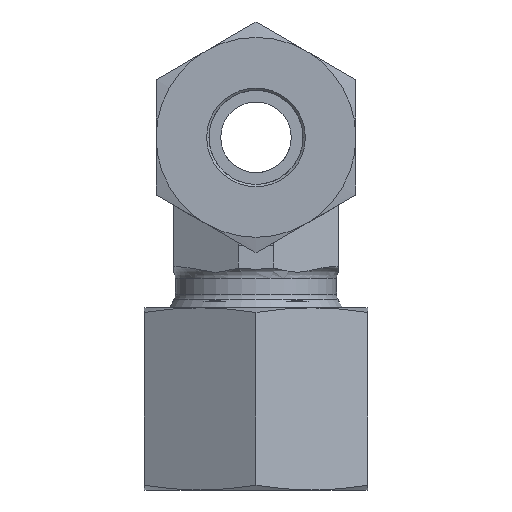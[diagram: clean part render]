
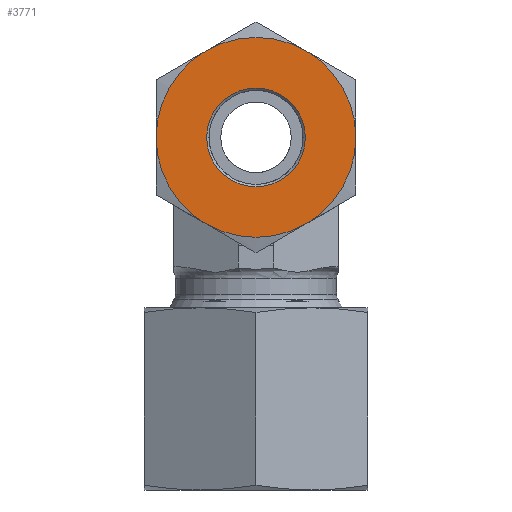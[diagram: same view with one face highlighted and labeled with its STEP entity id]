
A CAD part, front view. The second image highlights one B-rep face of the part: STEP entity #3771.
In plain terms, the highlighted face is planar.
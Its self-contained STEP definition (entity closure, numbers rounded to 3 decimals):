
#3675=CARTESIAN_POINT('',(4.2,0.,14.5));
#3676=VERTEX_POINT('',#3675);
#3677=CARTESIAN_POINT('',(0.0,0.0,14.5));
#3678=DIRECTION('',(0.0,0.0,1.0));
#3679=DIRECTION('',(-1.0,0.0,0.0));
#3680=AXIS2_PLACEMENT_3D('',#3677,#3678,#3679);
#3681=CIRCLE('',#3680,4.2);
#3682=EDGE_CURVE('',#3676,#3676,#3681,.T.);
#3707=CARTESIAN_POINT('',(0.,0.,14.5));
#3708=DIRECTION('',(0.0,0.0,1.0));
#3709=DIRECTION('',(1.0,0.0,0.0));
#3710=AXIS2_PLACEMENT_3D('',#3707,#3708,#3709);
#3711=PLANE('',#3710);
#3712=CARTESIAN_POINT('',(-4.25,-7.361,14.5));
#3713=VERTEX_POINT('',#3712);
#3714=CARTESIAN_POINT('',(4.25,-7.361,14.5));
#3715=VERTEX_POINT('',#3714);
#3716=CARTESIAN_POINT('',(0.0,0.0,14.5));
#3717=DIRECTION('',(0.0,0.0,1.0));
#3718=DIRECTION('',(-0.5,-0.866,0.0));
#3719=AXIS2_PLACEMENT_3D('',#3716,#3717,#3718);
#3720=CIRCLE('',#3719,8.5);
#3721=EDGE_CURVE('',#3713,#3715,#3720,.T.);
#3722=ORIENTED_EDGE('',*,*,#3721,.T.);
#3723=CARTESIAN_POINT('',(8.5,0.,14.5));
#3724=VERTEX_POINT('',#3723);
#3725=CARTESIAN_POINT('',(0.0,0.0,14.5));
#3726=DIRECTION('',(0.0,0.0,1.0));
#3727=DIRECTION('',(-0.5,-0.866,0.0));
#3728=AXIS2_PLACEMENT_3D('',#3725,#3726,#3727);
#3729=CIRCLE('',#3728,8.5);
#3730=EDGE_CURVE('',#3715,#3724,#3729,.T.);
#3731=ORIENTED_EDGE('',*,*,#3730,.T.);
#3732=CARTESIAN_POINT('',(4.25,7.361,14.5));
#3733=VERTEX_POINT('',#3732);
#3734=CARTESIAN_POINT('',(0.0,0.0,14.5));
#3735=DIRECTION('',(0.0,0.0,1.0));
#3736=DIRECTION('',(-0.5,-0.866,0.0));
#3737=AXIS2_PLACEMENT_3D('',#3734,#3735,#3736);
#3738=CIRCLE('',#3737,8.5);
#3739=EDGE_CURVE('',#3724,#3733,#3738,.T.);
#3740=ORIENTED_EDGE('',*,*,#3739,.T.);
#3741=CARTESIAN_POINT('',(-4.25,7.361,14.5));
#3742=VERTEX_POINT('',#3741);
#3743=CARTESIAN_POINT('',(0.0,0.0,14.5));
#3744=DIRECTION('',(0.0,0.0,1.0));
#3745=DIRECTION('',(-0.5,-0.866,0.0));
#3746=AXIS2_PLACEMENT_3D('',#3743,#3744,#3745);
#3747=CIRCLE('',#3746,8.5);
#3748=EDGE_CURVE('',#3733,#3742,#3747,.T.);
#3749=ORIENTED_EDGE('',*,*,#3748,.T.);
#3750=CARTESIAN_POINT('',(-8.5,0.0,14.5));
#3751=VERTEX_POINT('',#3750);
#3752=CARTESIAN_POINT('',(0.0,0.0,14.5));
#3753=DIRECTION('',(0.0,0.0,1.0));
#3754=DIRECTION('',(-0.5,-0.866,0.0));
#3755=AXIS2_PLACEMENT_3D('',#3752,#3753,#3754);
#3756=CIRCLE('',#3755,8.5);
#3757=EDGE_CURVE('',#3742,#3751,#3756,.T.);
#3758=ORIENTED_EDGE('',*,*,#3757,.T.);
#3759=CARTESIAN_POINT('',(0.0,0.0,14.5));
#3760=DIRECTION('',(0.0,0.0,1.0));
#3761=DIRECTION('',(-0.5,-0.866,0.0));
#3762=AXIS2_PLACEMENT_3D('',#3759,#3760,#3761);
#3763=CIRCLE('',#3762,8.5);
#3764=EDGE_CURVE('',#3751,#3713,#3763,.T.);
#3765=ORIENTED_EDGE('',*,*,#3764,.T.);
#3766=EDGE_LOOP('',(#3722,#3731,#3740,#3749,#3758,#3765));
#3767=FACE_OUTER_BOUND('',#3766,.T.);
#3768=ORIENTED_EDGE('',*,*,#3682,.F.);
#3769=EDGE_LOOP('',(#3768));
#3770=FACE_BOUND('',#3769,.T.);
#3771=ADVANCED_FACE('',(#3767,#3770),#3711,.T.);
